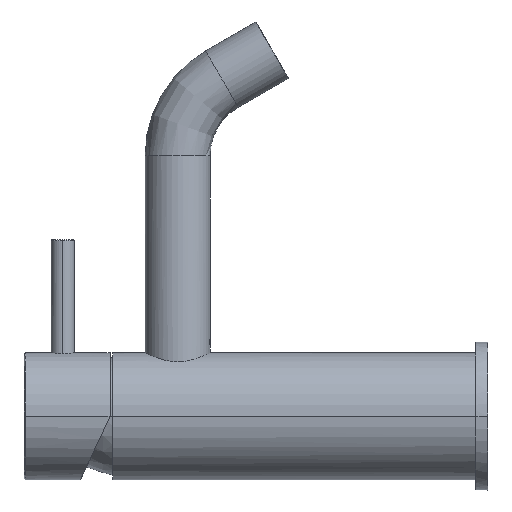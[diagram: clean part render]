
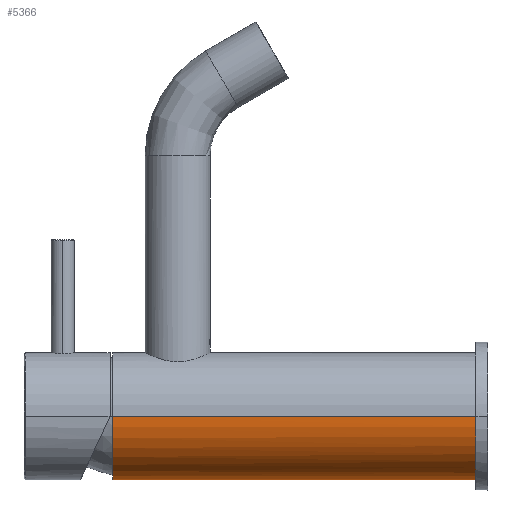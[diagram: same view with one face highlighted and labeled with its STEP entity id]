
A CAD part, left-side view. The second image highlights one B-rep face of the part: STEP entity #5366.
In plain terms, the highlighted cylindrical face has radius 21.5 mm (diameter 43 mm), a partial arc.
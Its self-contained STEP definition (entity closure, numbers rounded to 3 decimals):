
#5075=CARTESIAN_POINT('Vertex',(21.5,4.,0.)) ;
#5077=CARTESIAN_POINT('Vertex',(-21.5,4.,0.)) ;
#5080=CARTESIAN_POINT('Line Origine',(21.5,65.5,0.)) ;
#5084=CARTESIAN_POINT('Vertex',(21.5,127.,0.)) ;
#5091=CARTESIAN_POINT('Vertex',(-21.5,127.,0.)) ;
#5094=CARTESIAN_POINT('Line Origine',(-21.5,65.5,0.)) ;
#5320=CARTESIAN_POINT('Control Point',(-21.5,4.,0.)) ;
#5321=CARTESIAN_POINT('Control Point',(-21.5,4.,-2.044)) ;
#5322=CARTESIAN_POINT('Control Point',(-21.257,4.,-4.089)) ;
#5323=CARTESIAN_POINT('Control Point',(-20.771,4.,-6.095)) ;
#5324=CARTESIAN_POINT('Control Point',(-19.331,4.,-9.952)) ;
#5325=CARTESIAN_POINT('Control Point',(-17.028,4.,-13.365)) ;
#5326=CARTESIAN_POINT('Control Point',(-15.677,4.,-14.926)) ;
#5327=CARTESIAN_POINT('Control Point',(-12.632,4.,-17.697)) ;
#5328=CARTESIAN_POINT('Control Point',(-9.022,4.,-19.677)) ;
#5329=CARTESIAN_POINT('Control Point',(-7.106,4.,-20.447)) ;
#5330=CARTESIAN_POINT('Control Point',(-3.13,4.,-21.516)) ;
#5331=CARTESIAN_POINT('Control Point',(0.986,4.,-21.624)) ;
#5332=CARTESIAN_POINT('Control Point',(3.041,4.,-21.432)) ;
#5333=CARTESIAN_POINT('Control Point',(7.066,4.,-20.563)) ;
#5334=CARTESIAN_POINT('Control Point',(10.775,4.,-18.775)) ;
#5335=CARTESIAN_POINT('Control Point',(12.514,4.,-17.663)) ;
#5336=CARTESIAN_POINT('Control Point',(15.694,4.,-15.048)) ;
#5337=CARTESIAN_POINT('Control Point',(18.173,4.,-11.76)) ;
#5338=CARTESIAN_POINT('Control Point',(19.211,4.,-9.976)) ;
#5339=CARTESIAN_POINT('Control Point',(20.522,4.,-6.937)) ;
#5340=CARTESIAN_POINT('Control Point',(21.231,4.,-3.719)) ;
#5341=CARTESIAN_POINT('Control Point',(21.41,4.,-2.485)) ;
#5342=CARTESIAN_POINT('Control Point',(21.5,4.,-1.242)) ;
#5343=CARTESIAN_POINT('Control Point',(21.5,4.,0.)) ;
#5350=CARTESIAN_POINT('Axis2P3D Location',(0.,65.5,0.)) ;
#5355=CARTESIAN_POINT('Axis2P3D Location',(0.,127.,0.)) ;
#5081=DIRECTION('Vector Direction',(0.,-1.,0.)) ;
#5095=DIRECTION('Vector Direction',(0.,-1.,0.)) ;
#5351=DIRECTION('Axis2P3D Direction',(-0.,-1.,0.)) ;
#5352=DIRECTION('Axis2P3D XDirection',(-0.998,0.,0.063)) ;
#5356=DIRECTION('Axis2P3D Direction',(-0.,-1.,0.)) ;
#5353=AXIS2_PLACEMENT_3D('Cylinder Axis2P3D',#5350,#5351,#5352) ;
#5357=AXIS2_PLACEMENT_3D('Circle Axis2P3D',#5355,#5356,$) ;
#5361=ORIENTED_EDGE('',*,*,#5098,.F.) ;
#5362=ORIENTED_EDGE('',*,*,#5359,.F.) ;
#5363=ORIENTED_EDGE('',*,*,#5086,.F.) ;
#5364=ORIENTED_EDGE('',*,*,#5344,.F.) ;
#5082=VECTOR('Line Direction',#5081,1.) ;
#5096=VECTOR('Line Direction',#5095,1.) ;
#5366=ADVANCED_FACE('    MSBR1',(#5365),#5354,.T.) ;
#5319=B_SPLINE_CURVE_WITH_KNOTS('',5,(#5320,#5321,#5322,#5323,#5324,#5325,#5326,#5327,#5328,#5329,#5330,#5331,#5332,#5333,#5334,#5335,#5336,#5337,#5338,#5339,#5340,#5341,#5342,#5343),.UNSPECIFIED.,.F.,.U.,(6,3,3,3,3,3,3,6),(0.,14.456,28.912,43.368,57.824,72.28,86.736,95.521),.UNSPECIFIED.) ;
#5358=CIRCLE('generated circle',#5357,21.5) ;
#5354=CYLINDRICAL_SURFACE('generated cylinder',#5353,21.5) ;
#5086=EDGE_CURVE('',#5076,#5085,#5083,.F.) ;
#5098=EDGE_CURVE('',#5092,#5078,#5097,.T.) ;
#5344=EDGE_CURVE('',#5078,#5076,#5319,.T.) ;
#5359=EDGE_CURVE('',#5085,#5092,#5358,.F.) ;
#5360=EDGE_LOOP('',(#5361,#5362,#5363,#5364)) ;
#5365=FACE_OUTER_BOUND('',#5360,.T.) ;
#5083=LINE('Line',#5080,#5082) ;
#5097=LINE('Line',#5094,#5096) ;
#5076=VERTEX_POINT('',#5075) ;
#5078=VERTEX_POINT('',#5077) ;
#5085=VERTEX_POINT('',#5084) ;
#5092=VERTEX_POINT('',#5091) ;
